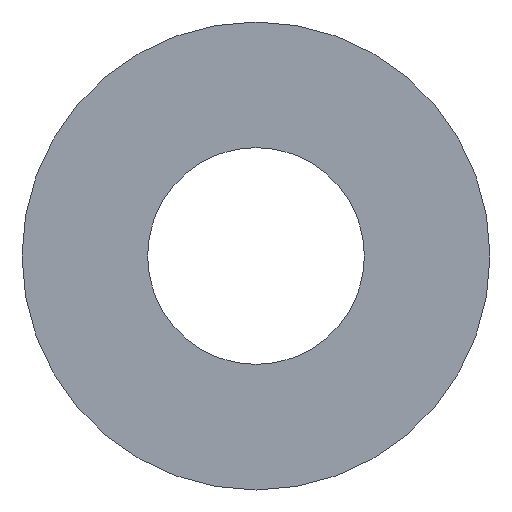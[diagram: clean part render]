
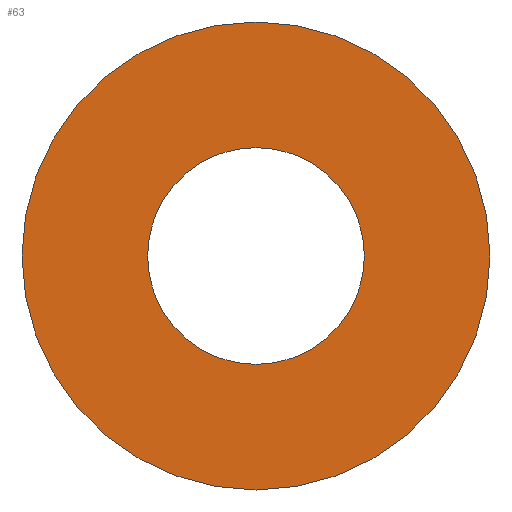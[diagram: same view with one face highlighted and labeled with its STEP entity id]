
A CAD part, left-side view. The second image highlights one B-rep face of the part: STEP entity #63.
In plain terms, the highlighted planar face has unit normal (-1, 0, 0).
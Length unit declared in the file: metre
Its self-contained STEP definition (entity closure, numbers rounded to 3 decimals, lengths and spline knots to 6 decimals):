
#21=PLANE('',#84);
#28=ORIENTED_EDGE('',*,*,#31,.T.);
#29=ORIENTED_EDGE('',*,*,#33,.F.);
#31=EDGE_CURVE('',#35,#35,#39,.T.);
#33=EDGE_CURVE('',#37,#37,#41,.T.);
#35=VERTEX_POINT('',#108);
#37=VERTEX_POINT('',#113);
#39=CIRCLE('',#79,0.002578);
#41=CIRCLE('',#82,0.005563);
#48=EDGE_LOOP('',(#28));
#49=EDGE_LOOP('',(#29));
#56=FACE_BOUND('',#48,.T.);
#57=FACE_BOUND('',#49,.T.);
#63=ADVANCED_FACE('',(#56,#57),#21,.F.);
#79=AXIS2_PLACEMENT_3D('',#107,#91,#92);
#82=AXIS2_PLACEMENT_3D('',#112,#97,#98);
#84=AXIS2_PLACEMENT_3D('',#115,#101,#102);
#91=DIRECTION('',(1.,0.,0.));
#92=DIRECTION('',(0.,0.,-1.));
#97=DIRECTION('',(1.,0.,0.));
#98=DIRECTION('',(0.,0.,-1.));
#101=DIRECTION('',(1.,0.,0.));
#102=DIRECTION('',(0.,1.,0.));
#107=CARTESIAN_POINT('',(0.020205,-0.717169,-0.137425));
#108=CARTESIAN_POINT('',(0.020205,-0.717169,-0.140003));
#112=CARTESIAN_POINT('',(0.020205,-0.717169,-0.137425));
#113=CARTESIAN_POINT('',(0.020205,-0.717169,-0.142988));
#115=CARTESIAN_POINT('',(0.020205,-0.821688,-0.235116));
